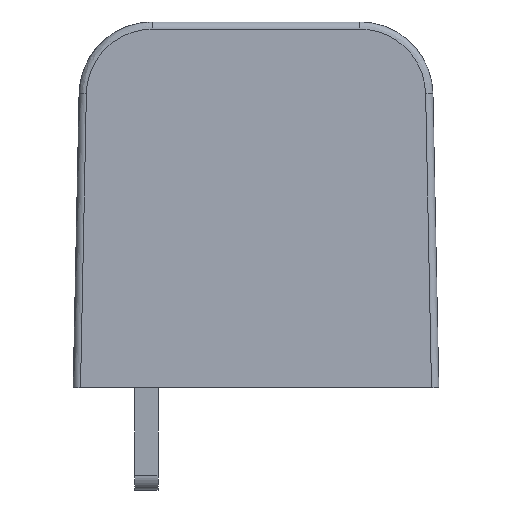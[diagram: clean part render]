
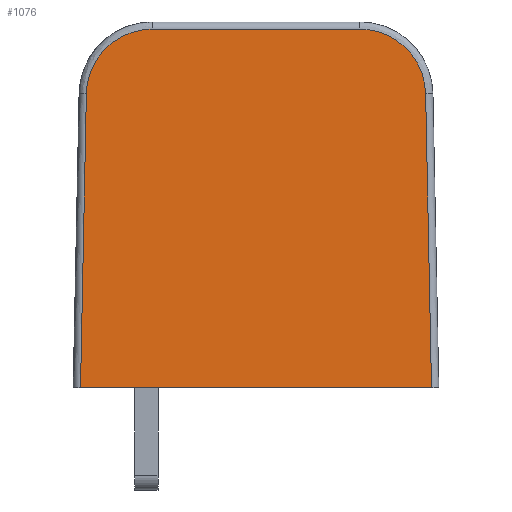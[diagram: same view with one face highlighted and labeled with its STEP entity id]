
A CAD part, left-side view. The second image highlights one B-rep face of the part: STEP entity #1076.
In plain terms, the highlighted planar face has unit normal (-1, 0, 0.02).
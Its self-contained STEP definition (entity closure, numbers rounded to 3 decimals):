
#36=ELLIPSE('',#1170,2.287,2.286);
#37=ELLIPSE('',#1172,2.287,2.286);
#89=FACE_OUTER_BOUND('',#155,.T.);
#155=EDGE_LOOP('',(#780,#781,#782,#783,#784,#785));
#254=LINE('',#1614,#347);
#280=LINE('',#1776,#373);
#281=LINE('',#1854,#374);
#282=LINE('',#1857,#375);
#347=VECTOR('',#1271,12.192);
#373=VECTOR('',#1351,10.215);
#374=VECTOR('',#1358,7.213);
#375=VECTOR('',#1361,10.215);
#441=VERTEX_POINT('',#1611);
#442=VERTEX_POINT('',#1613);
#471=VERTEX_POINT('',#1774);
#472=VERTEX_POINT('',#1849);
#473=VERTEX_POINT('',#1853);
#474=VERTEX_POINT('',#1855);
#543=EDGE_CURVE('',#441,#442,#254,.T.);
#585=EDGE_CURVE('',#441,#471,#280,.T.);
#587=EDGE_CURVE('',#471,#472,#36,.T.);
#588=EDGE_CURVE('',#473,#472,#281,.T.);
#589=EDGE_CURVE('',#473,#474,#37,.T.);
#590=EDGE_CURVE('',#442,#474,#282,.T.);
#780=ORIENTED_EDGE('',*,*,#585,.T.);
#781=ORIENTED_EDGE('',*,*,#587,.T.);
#782=ORIENTED_EDGE('',*,*,#588,.F.);
#783=ORIENTED_EDGE('',*,*,#589,.T.);
#784=ORIENTED_EDGE('',*,*,#590,.F.);
#785=ORIENTED_EDGE('',*,*,#543,.F.);
#1037=PLANE('',#1171);
#1076=ADVANCED_FACE('',(#89),#1037,.F.);
#1170=AXIS2_PLACEMENT_3D('',#1851,#1354,#1355);
#1171=AXIS2_PLACEMENT_3D('',#1852,#1356,#1357);
#1172=AXIS2_PLACEMENT_3D('',#1856,#1359,#1360);
#1271=DIRECTION('',(0.,1.,0.));
#1351=DIRECTION('',(0.02,0.02,1.));
#1354=DIRECTION('center_axis',(-1.,0.,0.02));
#1355=DIRECTION('ref_axis',(0.02,-0.076,0.997));
#1356=DIRECTION('center_axis',(1.,0.,-0.02));
#1357=DIRECTION('ref_axis',(0.,1.,0.));
#1358=DIRECTION('',(0.,-1.,0.));
#1359=DIRECTION('center_axis',(-1.,0.,
0.02));
#1360=DIRECTION('ref_axis',(0.02,0.075,0.997));
#1361=DIRECTION('',(0.02,-0.02,1.));
#1611=CARTESIAN_POINT('',(-5.08,-6.096,0.773));
#1613=CARTESIAN_POINT('',(-5.08,6.096,0.773));
#1614=CARTESIAN_POINT('',(-5.08,-6.096,0.773));
#1774=CARTESIAN_POINT('',(-4.876,-5.892,10.984));
#1776=CARTESIAN_POINT('',(-5.08,-6.096,0.773));
#1849=CARTESIAN_POINT('',(-4.831,-3.606,13.224));
#1851=CARTESIAN_POINT('Origin',(-4.877,-3.606,10.938));
#1852=CARTESIAN_POINT('Origin',(-4.953,0.,
7.123));
#1853=CARTESIAN_POINT('',(-4.831,3.607,13.224));
#1854=CARTESIAN_POINT('',(-4.831,3.607,13.224));
#1855=CARTESIAN_POINT('',(-4.876,5.892,10.984));
#1856=CARTESIAN_POINT('Origin',(-4.877,3.606,10.938));
#1857=CARTESIAN_POINT('',(-5.08,6.096,0.773));
